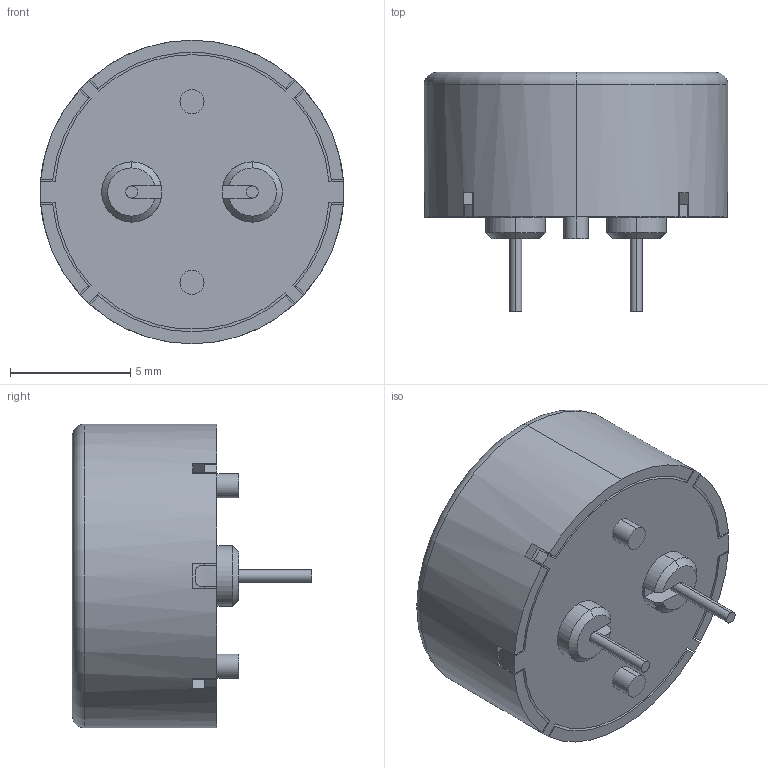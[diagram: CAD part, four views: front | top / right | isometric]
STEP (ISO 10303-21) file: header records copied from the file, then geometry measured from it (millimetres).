
FILE_DESCRIPTION(('FreeCAD Model'),'2;1');
FILE_NAME('Open CASCADE Shape Model','2023-09-13T18:08:59',(''),(''), 'Open CASCADE STEP processor 7.6','FreeCAD','Unknown');
FILE_SCHEMA(('AUTOMOTIVE_DESIGN { 1 0 10303 214 1 1 1 1 }'));
Length unit declared in the file: millimetre
Products named in the file (4): PKM13EPYH4000-A003; PKM13EPYH4000-A002; Slice.0; Slice001.0
Assembly tree (3 placements, depth 2):
  PKM13EPYH4000-A003
    PKM13EPYH4000-A002
    Slice.0
    Slice001.0
Bounding box: 12.6 x 9.93 x 12.6 mm (x, y, z)
Volume: 747.4 mm3; surface area: 571.2 mm2
Topology: 3 solids, 3 shells, 121 faces, 304 edges, 194 vertices
Faces by surface type: plane 65, cylinder 48, cone 6, torus 2
Entity records: 3757 total; most frequent: CARTESIAN_POINT 675, DIRECTION 668, ORIENTED_EDGE 608, EDGE_CURVE 304, AXIS2_PLACEMENT_3D 251, VERTEX_POINT 194, LINE 166, VECTOR 166
